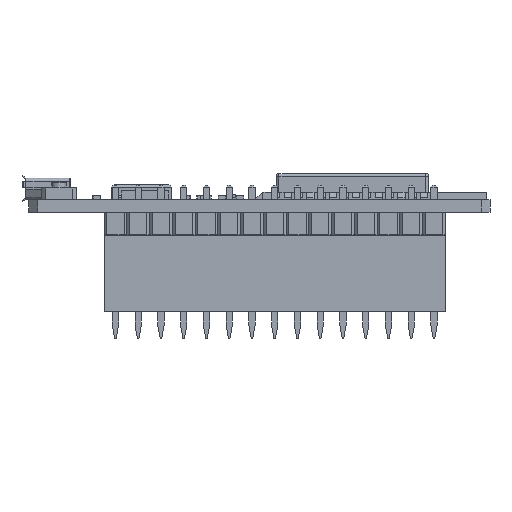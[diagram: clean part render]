
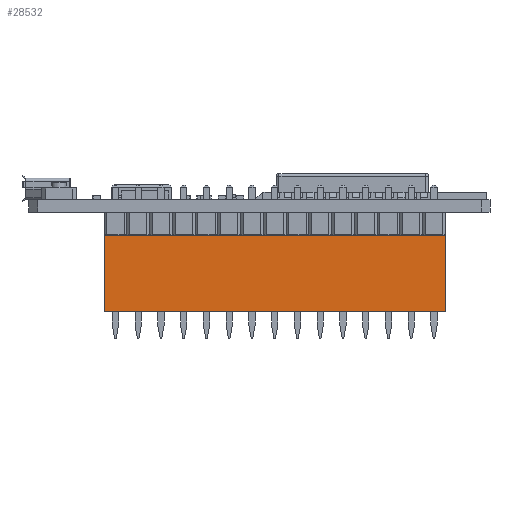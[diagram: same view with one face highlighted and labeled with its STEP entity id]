
A CAD part, left-side view. The second image highlights one B-rep face of the part: STEP entity #28532.
In plain terms, the highlighted planar face has unit normal (-1, 0, 0).
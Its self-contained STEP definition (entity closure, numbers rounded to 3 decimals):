
#27956 = VERTEX_POINT('',#27957);
#27957 = CARTESIAN_POINT('',(-1.27,1.27,8.5));
#27965 = EDGE_CURVE('',#27966,#27956,#27968,.T.);
#27966 = VERTEX_POINT('',#27967);
#27967 = CARTESIAN_POINT('',(-1.27,-36.83,8.5));
#27968 = LINE('',#27969,#27970);
#27969 = CARTESIAN_POINT('',(-1.27,-36.83,8.5));
#27970 = VECTOR('',#27971,1.);
#27971 = DIRECTION('',(0.,1.,0.));
#28505 = EDGE_CURVE('',#28506,#27956,#28508,.T.);
#28506 = VERTEX_POINT('',#28507);
#28507 = CARTESIAN_POINT('',(-1.27,1.27,0.));
#28508 = LINE('',#28509,#28510);
#28509 = CARTESIAN_POINT('',(-1.27,1.27,0.));
#28510 = VECTOR('',#28511,1.);
#28511 = DIRECTION('',(0.,0.,1.));
#28532 = ADVANCED_FACE('',(#28533),#28551,.T.);
#28533 = FACE_BOUND('',#28534,.T.);
#28534 = EDGE_LOOP('',(#28535,#28543,#28544,#28545));
#28535 = ORIENTED_EDGE('',*,*,#28536,.T.);
#28536 = EDGE_CURVE('',#28537,#27966,#28539,.T.);
#28537 = VERTEX_POINT('',#28538);
#28538 = CARTESIAN_POINT('',(-1.27,-36.83,0.));
#28539 = LINE('',#28540,#28541);
#28540 = CARTESIAN_POINT('',(-1.27,-36.83,0.));
#28541 = VECTOR('',#28542,1.);
#28542 = DIRECTION('',(0.,0.,1.));
#28543 = ORIENTED_EDGE('',*,*,#27965,.T.);
#28544 = ORIENTED_EDGE('',*,*,#28505,.F.);
#28545 = ORIENTED_EDGE('',*,*,#28546,.F.);
#28546 = EDGE_CURVE('',#28537,#28506,#28547,.T.);
#28547 = LINE('',#28548,#28549);
#28548 = CARTESIAN_POINT('',(-1.27,-36.83,0.));
#28549 = VECTOR('',#28550,1.);
#28550 = DIRECTION('',(0.,1.,0.));
#28551 = PLANE('',#28552);
#28552 = AXIS2_PLACEMENT_3D('',#28553,#28554,#28555);
#28553 = CARTESIAN_POINT('',(-1.27,-36.83,0.));
#28554 = DIRECTION('',(-1.,0.,0.));
#28555 = DIRECTION('',(0.,1.,0.));
